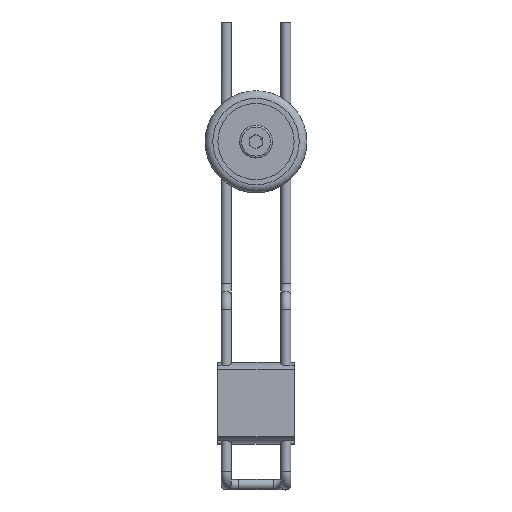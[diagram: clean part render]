
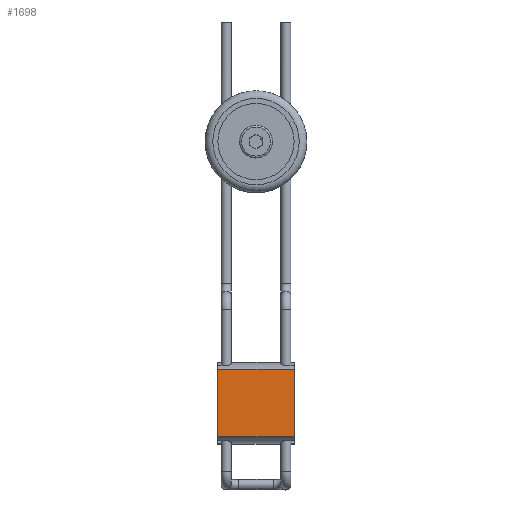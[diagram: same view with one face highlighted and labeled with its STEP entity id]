
A CAD part, top view. The second image highlights one B-rep face of the part: STEP entity #1698.
In plain terms, the highlighted planar face has unit normal (0, 0, 1).
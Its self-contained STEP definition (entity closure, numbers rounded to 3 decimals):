
#130=PLANE('',#1987);
#187=LINE('',#2843,#311);
#215=LINE('',#2915,#339);
#216=LINE('',#2919,#340);
#217=LINE('',#2920,#341);
#311=VECTOR('',#2260,30.);
#339=VECTOR('',#2318,26.458);
#340=VECTOR('',#2323,26.458);
#341=VECTOR('',#2324,30.);
#477=FACE_OUTER_BOUND('',#570,.T.);
#570=EDGE_LOOP('',(#1333,#1334,#1335,#1336));
#779=VERTEX_POINT('',#2840);
#780=VERTEX_POINT('',#2842);
#809=VERTEX_POINT('',#2914);
#810=VERTEX_POINT('',#2918);
#971=EDGE_CURVE('',#779,#780,#187,.T.);
#1008=EDGE_CURVE('',#780,#809,#215,.T.);
#1010=EDGE_CURVE('',#779,#810,#216,.T.);
#1011=EDGE_CURVE('',#810,#809,#217,.T.);
#1333=ORIENTED_EDGE('',*,*,#1008,.F.);
#1334=ORIENTED_EDGE('',*,*,#971,.F.);
#1335=ORIENTED_EDGE('',*,*,#1010,.T.);
#1336=ORIENTED_EDGE('',*,*,#1011,.T.);
#1698=ADVANCED_FACE('',(#477),#130,.T.);
#1987=AXIS2_PLACEMENT_3D('',#2917,#2321,#2322);
#2260=DIRECTION('',(1.,0.,0.));
#2318=DIRECTION('',(0.,-1.,0.));
#2321=DIRECTION('center_axis',(0.,0.,1.));
#2322=DIRECTION('ref_axis',(1.,0.,0.));
#2323=DIRECTION('',(0.,-1.,0.));
#2324=DIRECTION('',(1.,0.,0.));
#2840=CARTESIAN_POINT('',(-15.,13.229,18.));
#2842=CARTESIAN_POINT('',(15.,13.229,18.));
#2843=CARTESIAN_POINT('',(-15.,13.229,18.));
#2914=CARTESIAN_POINT('',(15.,-13.229,18.));
#2915=CARTESIAN_POINT('',(15.,13.229,18.));
#2917=CARTESIAN_POINT('Origin',(15.,0.,18.));
#2918=CARTESIAN_POINT('',(-15.,-13.229,18.));
#2919=CARTESIAN_POINT('',(-15.,13.229,18.));
#2920=CARTESIAN_POINT('',(-15.,-13.229,18.));
